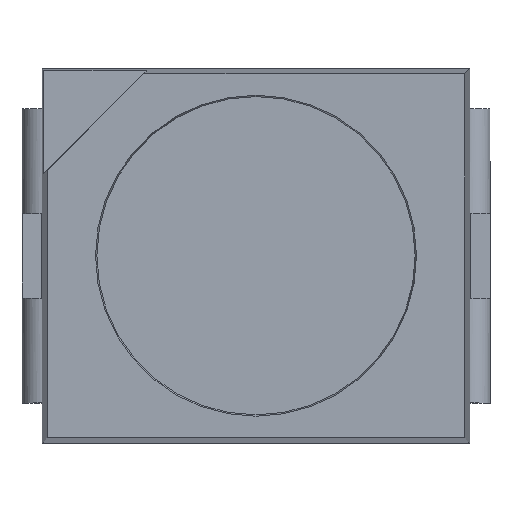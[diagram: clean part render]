
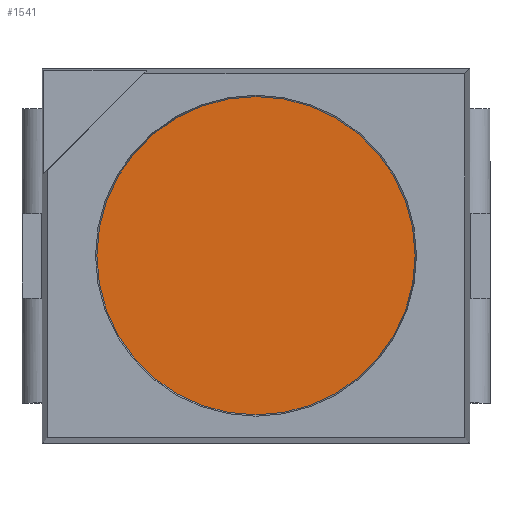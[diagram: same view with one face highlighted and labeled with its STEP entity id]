
A CAD part, top view. The second image highlights one B-rep face of the part: STEP entity #1541.
In plain terms, the highlighted planar face has unit normal (0, 0, 1).
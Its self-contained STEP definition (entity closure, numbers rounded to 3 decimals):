
#479=ORIENTED_EDGE('',*,*,#903,.F.);
#903=EDGE_CURVE('',#1119,#1119,#1257,.T.);
#1119=VERTEX_POINT('',#2253);
#1257=CIRCLE('',#1683,1.19);
#1297=EDGE_LOOP('',(#479));
#1385=FACE_BOUND('',#1297,.T.);
#1469=PLANE('',#1682);
#1541=ADVANCED_FACE('',(#1385),#1469,.F.);
#1682=AXIS2_PLACEMENT_3D('',#2251,#1827,#1828);
#1683=AXIS2_PLACEMENT_3D('',#2252,#1829,#1830);
#1827=DIRECTION('',(0.,0.,-1.));
#1828=DIRECTION('',(-1.,0.,0.));
#1829=DIRECTION('',(0.,0.,-1.));
#1830=DIRECTION('',(-1.,0.,0.));
#2251=CARTESIAN_POINT('',(0.,0.,1.9));
#2252=CARTESIAN_POINT('',(0.,0.,1.9));
#2253=CARTESIAN_POINT('',(-1.19,0.,1.9));
